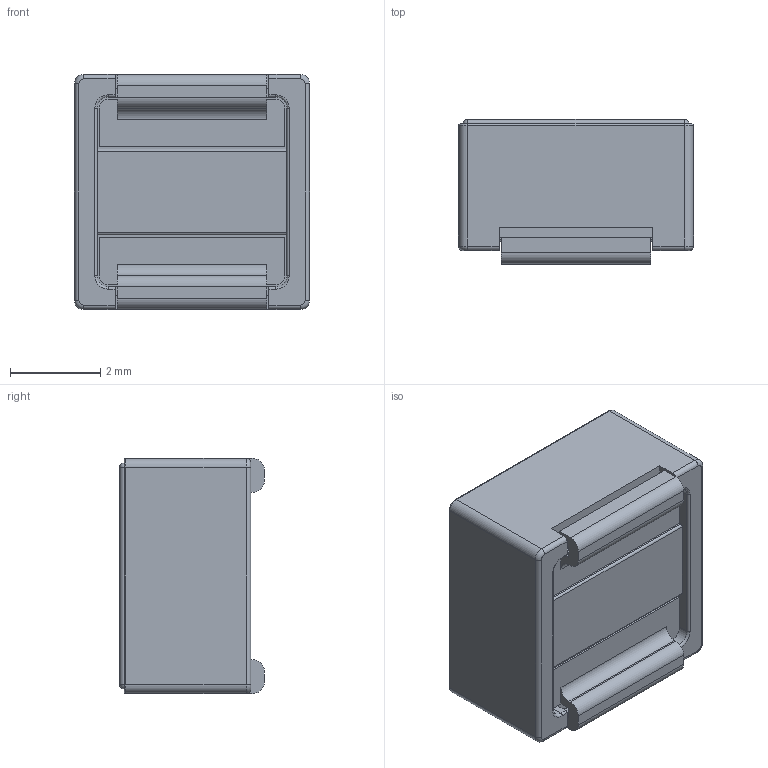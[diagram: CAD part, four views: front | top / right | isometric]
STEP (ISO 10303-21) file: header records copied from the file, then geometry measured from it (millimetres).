
FILE_DESCRIPTION (( 'STEP AP214' ), '1' );
FILE_NAME ('SRR5228A-3R3Y.STEP', '2024-05-31T11:36:34', ( '' ), ( '' ), 'SwSTEP 2.0', 'SolidWorks 2016', '' );
FILE_SCHEMA (( 'AUTOMOTIVE_DESIGN' ));
Length unit declared in the file: millimetre
Products named in the file (1): SRR5228A-3R3Y
Bounding box: 5.2 x 3.2 x 5.2 mm (x, y, z)
Volume: 73.9 mm3; surface area: 178.4 mm2
Topology: 3 solids, 3 shells, 183 faces, 464 edges, 288 vertices
Faces by surface type: plane 79, cylinder 72, torus 28, sphere 4
Entity records: 6074 total; most frequent: CARTESIAN_POINT 1088, DIRECTION 984, ORIENTED_EDGE 920, EDGE_CURVE 460, AXIS2_PLACEMENT_3D 352, VERTEX_POINT 288, LINE 280, VECTOR 280
